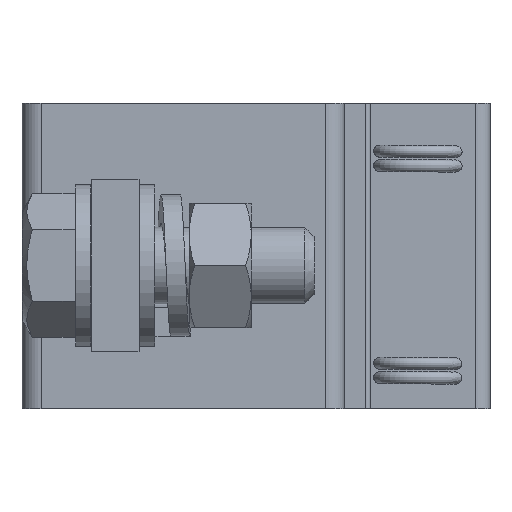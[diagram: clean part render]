
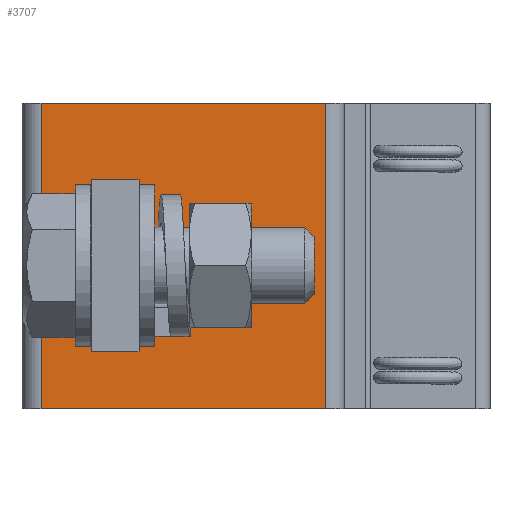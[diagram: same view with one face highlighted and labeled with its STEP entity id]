
A CAD part, left-side view. The second image highlights one B-rep face of the part: STEP entity #3707.
In plain terms, the highlighted planar face has unit normal (-1, 0, 0).
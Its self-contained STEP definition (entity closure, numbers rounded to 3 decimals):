
#454=ORIENTED_EDGE('',*,*,#1106,.T.);
#455=ORIENTED_EDGE('',*,*,#1116,.T.);
#456=ORIENTED_EDGE('',*,*,#1152,.F.);
#457=ORIENTED_EDGE('',*,*,#1153,.F.);
#458=ORIENTED_EDGE('',*,*,#1154,.F.);
#459=ORIENTED_EDGE('',*,*,#1155,.T.);
#460=ORIENTED_EDGE('',*,*,#1156,.T.);
#461=ORIENTED_EDGE('',*,*,#1157,.T.);
#1106=EDGE_CURVE('',#1475,#1474,#1737,.T.);
#1116=EDGE_CURVE('',#1474,#1479,#1744,.T.);
#1152=EDGE_CURVE('',#1503,#1479,#1776,.T.);
#1153=EDGE_CURVE('',#1475,#1503,#1777,.T.);
#1154=EDGE_CURVE('',#1504,#1505,#1778,.T.);
#1155=EDGE_CURVE('',#1504,#1506,#1779,.T.);
#1156=EDGE_CURVE('',#1506,#1507,#1780,.T.);
#1157=EDGE_CURVE('',#1507,#1505,#1781,.T.);
#1474=VERTEX_POINT('',#4992);
#1475=VERTEX_POINT('',#4994);
#1479=VERTEX_POINT('',#5008);
#1503=VERTEX_POINT('',#5081);
#1504=VERTEX_POINT('',#5086);
#1505=VERTEX_POINT('',#5087);
#1506=VERTEX_POINT('',#5089);
#1507=VERTEX_POINT('',#5091);
#1737=LINE('',#4993,#1948);
#1744=LINE('',#5009,#1955);
#1776=LINE('',#5082,#1987);
#1777=LINE('',#5084,#1988);
#1778=LINE('',#5085,#1989);
#1779=LINE('',#5088,#1990);
#1780=LINE('',#5090,#1991);
#1781=LINE('',#5092,#1992);
#1948=VECTOR('',#4194,1000.);
#1955=VECTOR('',#4209,1000.);
#1987=VECTOR('',#4275,1000.);
#1988=VECTOR('',#4278,1000.);
#1989=VECTOR('',#4279,1000.);
#1990=VECTOR('',#4280,1000.);
#1991=VECTOR('',#4281,1000.);
#1992=VECTOR('',#4282,1000.);
#2151=EDGE_LOOP('',(#454,#455,#456,#457));
#2152=EDGE_LOOP('',(#458,#459,#460,#461));
#2354=FACE_BOUND('',#2151,.T.);
#2355=FACE_BOUND('',#2152,.T.);
#2538=PLANE('',#3890);
#3707=ADVANCED_FACE('',(#2354,#2355),#2538,.F.);
#3890=AXIS2_PLACEMENT_3D('',#5083,#4276,#4277);
#4194=DIRECTION('',(0.,0.,-1.));
#4209=DIRECTION('',(0.,-1.,0.));
#4275=DIRECTION('',(0.,0.,-1.));
#4276=DIRECTION('',(1.,0.,0.));
#4277=DIRECTION('',(0.,1.,0.));
#4278=DIRECTION('',(0.,-1.,0.));
#4279=DIRECTION('',(0.,0.,1.));
#4280=DIRECTION('',(0.,1.,0.));
#4281=DIRECTION('',(0.,0.,1.));
#4282=DIRECTION('',(0.,-1.,0.));
#4992=CARTESIAN_POINT('',(-20.,22.5,0.));
#4993=CARTESIAN_POINT('',(-20.,22.5,30.));
#4994=CARTESIAN_POINT('',(-20.,22.5,32.));
#5008=CARTESIAN_POINT('',(-20.,-7.25,0.));
#5009=CARTESIAN_POINT('',(-20.,22.5,0.));
#5081=CARTESIAN_POINT('',(-20.,-7.25,32.));
#5082=CARTESIAN_POINT('',(-20.,-7.25,30.));
#5083=CARTESIAN_POINT('',(-20.,22.5,30.));
#5084=CARTESIAN_POINT('',(-20.,22.5,32.));
#5085=CARTESIAN_POINT('',(-20.,12.25,15.));
#5086=CARTESIAN_POINT('',(-20.,12.25,6.));
#5087=CARTESIAN_POINT('',(-20.,12.25,24.));
#5088=CARTESIAN_POINT('',(-20.,12.25,6.));
#5089=CARTESIAN_POINT('',(-20.,17.25,6.));
#5090=CARTESIAN_POINT('',(-20.,17.25,15.));
#5091=CARTESIAN_POINT('',(-20.,17.25,24.));
#5092=CARTESIAN_POINT('',(-20.,12.25,24.));
